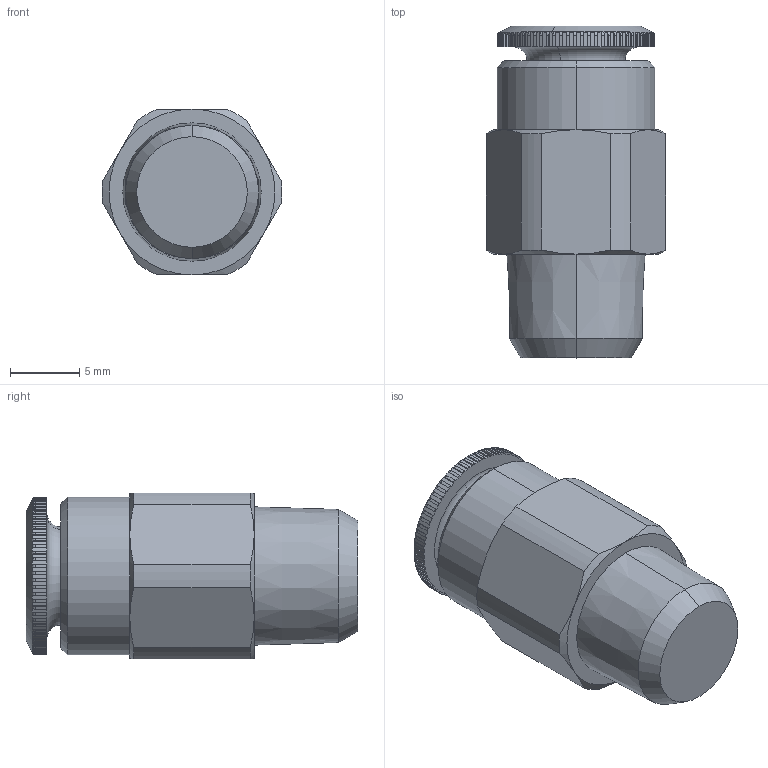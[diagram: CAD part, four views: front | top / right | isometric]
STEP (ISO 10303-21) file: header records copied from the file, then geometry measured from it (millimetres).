
FILE_DESCRIPTION (( 'STEP AP214' ), '1' );
FILE_NAME ('5800000008XA.step', '2012-10-16T19:15:27', ( '' ), ( '' ), 'SwSTEP 2.0', 'SolidWorks 2012', '' );
FILE_SCHEMA (( 'AUTOMOTIVE_DESIGN' ));
Length unit declared in the file: millimetre
Products named in the file (1): 5800000008XA
Bounding box: 12.99 x 24 x 12 mm (x, y, z)
Volume: 2325.3 mm3; surface area: 1162.6 mm2
Topology: 1 solids, 1 shells, 327 faces, 942 edges, 622 vertices
Faces by surface type: plane 223, cylinder 78, cone 20, torus 6
Entity records: 12140 total; most frequent: CARTESIAN_POINT 2638, ORIENTED_EDGE 1884, DIRECTION 1556, EDGE_CURVE 942, VERTEX_POINT 622, AXIS2_PLACEMENT_3D 522, LINE 512, VECTOR 512
